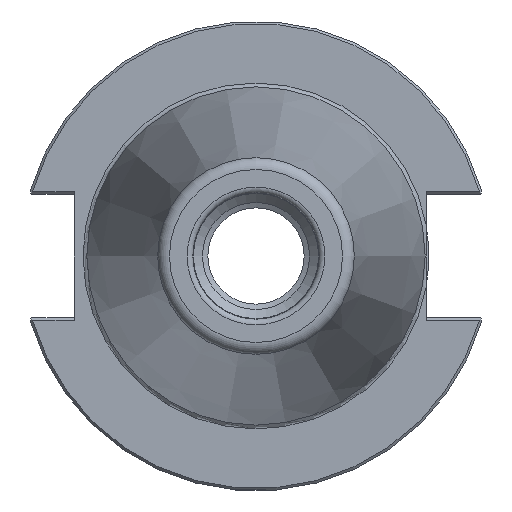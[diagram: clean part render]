
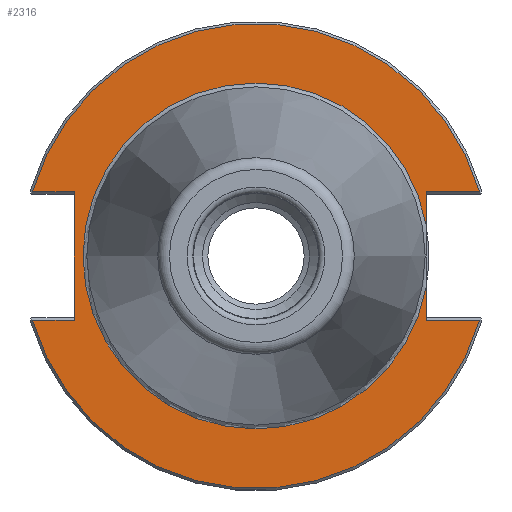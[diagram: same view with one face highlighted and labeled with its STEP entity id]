
A CAD part, left-side view. The second image highlights one B-rep face of the part: STEP entity #2316.
In plain terms, the highlighted planar face has unit normal (-1, 0, 0).
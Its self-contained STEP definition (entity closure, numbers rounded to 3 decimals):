
#152=PLANE('',#2515);
#228=LINE('',#3665,#353);
#231=LINE('',#3724,#356);
#232=LINE('',#3730,#357);
#233=LINE('',#3732,#358);
#234=LINE('',#3736,#359);
#235=LINE('',#3738,#360);
#236=LINE('',#3739,#361);
#353=VECTOR('',#2910,10.);
#356=VECTOR('',#2929,10.);
#357=VECTOR('',#2934,10.);
#358=VECTOR('',#2935,10.);
#359=VECTOR('',#2938,10.);
#360=VECTOR('',#2939,10.);
#361=VECTOR('',#2940,10.);
#492=FACE_OUTER_BOUND('',#619,.T.);
#619=EDGE_LOOP('',(#1702,#1703,#1704,#1705,#1706,#1707,#1708,#1709,#1710,
#1711,#1712));
#772=CIRCLE('',#2513,48.25);
#774=CIRCLE('',#2516,35.9);
#775=CIRCLE('',#2517,35.9);
#776=CIRCLE('',#2518,48.25);
#962=VERTEX_POINT('',#3662);
#963=VERTEX_POINT('',#3664);
#971=VERTEX_POINT('',#3711);
#974=VERTEX_POINT('',#3723);
#975=VERTEX_POINT('',#3725);
#976=VERTEX_POINT('',#3727);
#977=VERTEX_POINT('',#3729);
#978=VERTEX_POINT('',#3731);
#979=VERTEX_POINT('',#3733);
#980=VERTEX_POINT('',#3735);
#981=VERTEX_POINT('',#3737);
#1244=EDGE_CURVE('',#962,#963,#228,.T.);
#1256=EDGE_CURVE('',#963,#971,#772,.T.);
#1260=EDGE_CURVE('',#962,#974,#231,.T.);
#1261=EDGE_CURVE('',#974,#975,#774,.T.);
#1262=EDGE_CURVE('',#975,#976,#775,.T.);
#1263=EDGE_CURVE('',#976,#977,#232,.T.);
#1264=EDGE_CURVE('',#978,#977,#233,.T.);
#1265=EDGE_CURVE('',#979,#978,#776,.T.);
#1266=EDGE_CURVE('',#980,#979,#234,.T.);
#1267=EDGE_CURVE('',#980,#981,#235,.T.);
#1268=EDGE_CURVE('',#971,#981,#236,.T.);
#1702=ORIENTED_EDGE('',*,*,#1244,.F.);
#1703=ORIENTED_EDGE('',*,*,#1260,.T.);
#1704=ORIENTED_EDGE('',*,*,#1261,.T.);
#1705=ORIENTED_EDGE('',*,*,#1262,.T.);
#1706=ORIENTED_EDGE('',*,*,#1263,.T.);
#1707=ORIENTED_EDGE('',*,*,#1264,.F.);
#1708=ORIENTED_EDGE('',*,*,#1265,.F.);
#1709=ORIENTED_EDGE('',*,*,#1266,.F.);
#1710=ORIENTED_EDGE('',*,*,#1267,.T.);
#1711=ORIENTED_EDGE('',*,*,#1268,.F.);
#1712=ORIENTED_EDGE('',*,*,#1256,.F.);
#2316=ADVANCED_FACE('',(#492),#152,.T.);
#2513=AXIS2_PLACEMENT_3D('',#3712,#2923,#2924);
#2515=AXIS2_PLACEMENT_3D('',#3722,#2927,#2928);
#2516=AXIS2_PLACEMENT_3D('',#3726,#2930,#2931);
#2517=AXIS2_PLACEMENT_3D('',#3728,#2932,#2933);
#2518=AXIS2_PLACEMENT_3D('',#3734,#2936,#2937);
#2910=DIRECTION('',(0.,-1.,0.));
#2923=DIRECTION('center_axis',(1.,0.,0.));
#2924=DIRECTION('ref_axis',(0.,0.,-1.));
#2927=DIRECTION('center_axis',(-1.,0.,0.));
#2928=DIRECTION('ref_axis',(0.,0.,1.));
#2929=DIRECTION('',(0.,0.,1.));
#2930=DIRECTION('center_axis',(1.,0.,0.));
#2931=DIRECTION('ref_axis',(0.,0.,-1.));
#2932=DIRECTION('center_axis',(1.,0.,0.));
#2933=DIRECTION('ref_axis',(0.,0.,-1.));
#2934=DIRECTION('',(0.,0.,1.));
#2935=DIRECTION('',(0.,1.,0.));
#2936=DIRECTION('center_axis',(1.,0.,0.));
#2937=DIRECTION('ref_axis',(0.,0.,-1.));
#2938=DIRECTION('',(0.,1.,0.));
#2939=DIRECTION('',(0.,0.,-1.));
#2940=DIRECTION('',(0.,-1.,0.));
#3662=CARTESIAN_POINT('',(3.175,-35.3,-13.325));
#3664=CARTESIAN_POINT('',(3.175,-46.373,-13.325));
#3665=CARTESIAN_POINT('',(3.175,-13.707,-13.325));
#3711=CARTESIAN_POINT('',(3.175,46.373,-13.325));
#3712=CARTESIAN_POINT('Origin',(3.175,0.,
0.));
#3722=CARTESIAN_POINT('Origin',(3.175,48.25,0.));
#3723=CARTESIAN_POINT('',(3.175,-35.3,-6.536));
#3724=CARTESIAN_POINT('',(3.175,-35.3,-6.413));
#3725=CARTESIAN_POINT('',(3.175,0.,35.9));
#3726=CARTESIAN_POINT('Origin',(3.175,0.,
0.));
#3727=CARTESIAN_POINT('',(3.175,-35.3,6.536));
#3728=CARTESIAN_POINT('Origin',(3.175,0.,
0.));
#3729=CARTESIAN_POINT('',(3.175,-35.3,13.325));
#3730=CARTESIAN_POINT('',(3.175,-35.3,-6.413));
#3731=CARTESIAN_POINT('',(3.175,-46.373,13.325));
#3732=CARTESIAN_POINT('',(3.175,6.475,13.325));
#3733=CARTESIAN_POINT('',(3.175,46.373,13.325));
#3734=CARTESIAN_POINT('Origin',(3.175,0.,
0.));
#3735=CARTESIAN_POINT('',(3.175,37.7,13.325));
#3736=CARTESIAN_POINT('',(3.175,61.395,13.325));
#3737=CARTESIAN_POINT('',(3.175,37.7,-13.325));
#3738=CARTESIAN_POINT('',(3.175,37.7,6.413));
#3739=CARTESIAN_POINT('',(3.175,42.975,-13.325));
